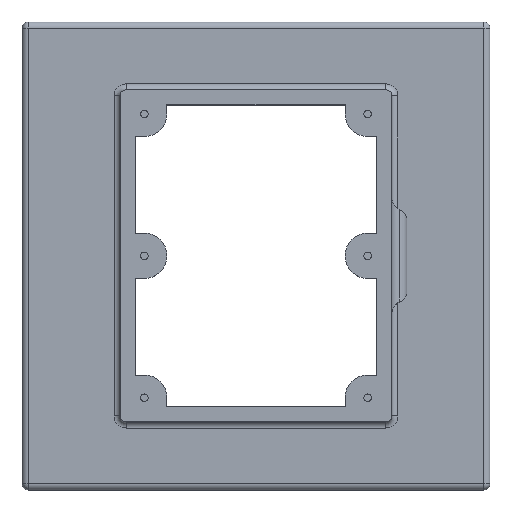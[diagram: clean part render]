
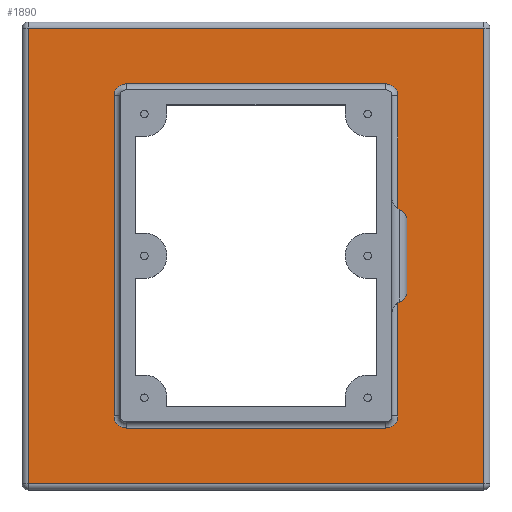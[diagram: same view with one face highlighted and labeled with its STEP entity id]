
A CAD part, top view. The second image highlights one B-rep face of the part: STEP entity #1890.
In plain terms, the highlighted planar face has unit normal (0, 0, 1).
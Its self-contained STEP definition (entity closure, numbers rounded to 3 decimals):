
#34=FACE_BOUND('',#218,.T.);
#55=PLANE('',#2025);
#104=FACE_OUTER_BOUND('',#217,.T.);
#217=EDGE_LOOP('',(#1206,#1207,#1208,#1209));
#218=EDGE_LOOP('',(#1210,#1211,#1212,#1213,#1214,#1215,#1216,#1217,#1218,
#1219,#1220,#1221,#1222,#1223));
#348=CIRCLE('',#2021,4.);
#349=CIRCLE('',#2023,4.);
#350=CIRCLE('',#2026,4.);
#351=CIRCLE('',#2027,4.);
#352=CIRCLE('',#2028,4.);
#353=CIRCLE('',#2029,4.);
#354=CIRCLE('',#2030,4.);
#355=CIRCLE('',#2031,4.);
#457=LINE('',#2887,#609);
#458=LINE('',#2901,#610);
#459=LINE('',#2903,#611);
#460=LINE('',#2905,#612);
#461=LINE('',#2906,#613);
#462=LINE('',#2912,#614);
#463=LINE('',#2916,#615);
#464=LINE('',#2920,#616);
#465=LINE('',#2924,#617);
#466=LINE('',#2927,#618);
#609=VECTOR('',#2252,2.5);
#610=VECTOR('',#2255,10.);
#611=VECTOR('',#2256,10.);
#612=VECTOR('',#2257,10.);
#613=VECTOR('',#2258,10.);
#614=VECTOR('',#2263,10.);
#615=VECTOR('',#2266,10.);
#616=VECTOR('',#2269,10.);
#617=VECTOR('',#2272,10.);
#618=VECTOR('',#2275,10.);
#758=VERTEX_POINT('',#2827);
#760=VERTEX_POINT('',#2830);
#761=VERTEX_POINT('',#2843);
#763=VERTEX_POINT('',#2846);
#768=VERTEX_POINT('',#2899);
#769=VERTEX_POINT('',#2900);
#770=VERTEX_POINT('',#2902);
#771=VERTEX_POINT('',#2904);
#772=VERTEX_POINT('',#2907);
#773=VERTEX_POINT('',#2909);
#774=VERTEX_POINT('',#2911);
#775=VERTEX_POINT('',#2913);
#776=VERTEX_POINT('',#2915);
#777=VERTEX_POINT('',#2917);
#778=VERTEX_POINT('',#2919);
#779=VERTEX_POINT('',#2921);
#780=VERTEX_POINT('',#2923);
#781=VERTEX_POINT('',#2925);
#930=EDGE_CURVE('',#758,#760,#348,.T.);
#932=EDGE_CURVE('',#763,#761,#349,.T.);
#938=EDGE_CURVE('',#763,#760,#457,.T.);
#940=EDGE_CURVE('',#768,#769,#458,.T.);
#941=EDGE_CURVE('',#770,#768,#459,.T.);
#942=EDGE_CURVE('',#771,#770,#460,.T.);
#943=EDGE_CURVE('',#769,#771,#461,.T.);
#944=EDGE_CURVE('',#772,#758,#350,.T.);
#945=EDGE_CURVE('',#761,#773,#351,.T.);
#946=EDGE_CURVE('',#774,#773,#462,.T.);
#947=EDGE_CURVE('',#775,#774,#352,.T.);
#948=EDGE_CURVE('',#776,#775,#463,.T.);
#949=EDGE_CURVE('',#777,#776,#353,.T.);
#950=EDGE_CURVE('',#778,#777,#464,.T.);
#951=EDGE_CURVE('',#779,#778,#354,.T.);
#952=EDGE_CURVE('',#780,#779,#465,.T.);
#953=EDGE_CURVE('',#781,#780,#355,.T.);
#954=EDGE_CURVE('',#772,#781,#466,.T.);
#1206=ORIENTED_EDGE('',*,*,#940,.F.);
#1207=ORIENTED_EDGE('',*,*,#941,.F.);
#1208=ORIENTED_EDGE('',*,*,#942,.F.);
#1209=ORIENTED_EDGE('',*,*,#943,.F.);
#1210=ORIENTED_EDGE('',*,*,#944,.T.);
#1211=ORIENTED_EDGE('',*,*,#930,.T.);
#1212=ORIENTED_EDGE('',*,*,#938,.F.);
#1213=ORIENTED_EDGE('',*,*,#932,.T.);
#1214=ORIENTED_EDGE('',*,*,#945,.T.);
#1215=ORIENTED_EDGE('',*,*,#946,.F.);
#1216=ORIENTED_EDGE('',*,*,#947,.F.);
#1217=ORIENTED_EDGE('',*,*,#948,.F.);
#1218=ORIENTED_EDGE('',*,*,#949,.F.);
#1219=ORIENTED_EDGE('',*,*,#950,.F.);
#1220=ORIENTED_EDGE('',*,*,#951,.F.);
#1221=ORIENTED_EDGE('',*,*,#952,.F.);
#1222=ORIENTED_EDGE('',*,*,#953,.F.);
#1223=ORIENTED_EDGE('',*,*,#954,.F.);
#1890=ADVANCED_FACE('',(#104,#34),#55,.T.);
#2021=AXIS2_PLACEMENT_3D('',#2841,#2242,#2243);
#2023=AXIS2_PLACEMENT_3D('',#2847,#2247,#2248);
#2025=AXIS2_PLACEMENT_3D('',#2898,#2253,#2254);
#2026=AXIS2_PLACEMENT_3D('',#2908,#2259,#2260);
#2027=AXIS2_PLACEMENT_3D('',#2910,#2261,#2262);
#2028=AXIS2_PLACEMENT_3D('',#2914,#2264,#2265);
#2029=AXIS2_PLACEMENT_3D('',#2918,#2267,#2268);
#2030=AXIS2_PLACEMENT_3D('',#2922,#2270,#2271);
#2031=AXIS2_PLACEMENT_3D('',#2926,#2273,#2274);
#2242=DIRECTION('center_axis',(0.,0.,-1.));
#2243=DIRECTION('ref_axis',(-1.,0.,0.));
#2247=DIRECTION('center_axis',(0.,0.,-1.));
#2248=DIRECTION('ref_axis',(-1.,0.,0.));
#2252=DIRECTION('',(0.,1.,0.));
#2253=DIRECTION('center_axis',(0.,0.,1.));
#2254=DIRECTION('ref_axis',(1.,0.,0.));
#2255=DIRECTION('',(0.,-1.,0.));
#2256=DIRECTION('',(1.,0.,0.));
#2257=DIRECTION('',(0.,1.,0.));
#2258=DIRECTION('',(-1.,0.,0.));
#2259=DIRECTION('center_axis',(0.,0.,1.));
#2260=DIRECTION('ref_axis',(-0.707,-0.707,0.));
#2261=DIRECTION('center_axis',(0.,0.,1.));
#2262=DIRECTION('ref_axis',(-0.707,0.707,0.));
#2263=DIRECTION('',(0.,1.,0.));
#2264=DIRECTION('center_axis',(0.,0.,1.));
#2265=DIRECTION('ref_axis',(0.707,-0.707,0.));
#2266=DIRECTION('',(1.,0.,0.));
#2267=DIRECTION('center_axis',(0.,0.,1.));
#2268=DIRECTION('ref_axis',(-0.707,-0.707,0.));
#2269=DIRECTION('',(0.,-1.,0.));
#2270=DIRECTION('center_axis',(0.,0.,1.));
#2271=DIRECTION('ref_axis',(-0.707,0.707,0.));
#2272=DIRECTION('',(-1.,0.,0.));
#2273=DIRECTION('center_axis',(0.,0.,1.));
#2274=DIRECTION('ref_axis',(0.707,0.707,0.));
#2275=DIRECTION('',(0.,1.,0.));
#2827=CARTESIAN_POINT('',(48.84,65.635,5.));
#2830=CARTESIAN_POINT('',(50.805,63.926,5.));
#2841=CARTESIAN_POINT('Origin',(47.34,61.926,5.));
#2843=CARTESIAN_POINT('',(48.84,35.051,5.));
#2846=CARTESIAN_POINT('',(50.805,36.759,5.));
#2847=CARTESIAN_POINT('Origin',(47.34,38.759,5.));
#2887=CARTESIAN_POINT('',(50.805,42.843,5.));
#2898=CARTESIAN_POINT('Origin',(1.34,50.343,5.));
#2899=CARTESIAN_POINT('',(76.84,125.843,5.));
#2900=CARTESIAN_POINT('',(76.84,-25.157,5.));
#2901=CARTESIAN_POINT('',(76.84,89.093,5.));
#2902=CARTESIAN_POINT('',(-74.16,125.843,5.));
#2903=CARTESIAN_POINT('',(-37.41,125.843,5.));
#2904=CARTESIAN_POINT('',(-74.16,-25.157,5.));
#2905=CARTESIAN_POINT('',(-74.16,11.593,5.));
#2906=CARTESIAN_POINT('',(40.09,-25.157,5.));
#2907=CARTESIAN_POINT('',(48.34,65.879,5.));
#2908=CARTESIAN_POINT('Origin',(50.34,69.343,5.));
#2909=CARTESIAN_POINT('',(48.34,34.807,5.));
#2910=CARTESIAN_POINT('Origin',(50.34,31.343,5.));
#2911=CARTESIAN_POINT('',(48.34,-2.657,5.));
#2912=CARTESIAN_POINT('',(48.34,22.843,5.));
#2913=CARTESIAN_POINT('',(44.34,-6.657,5.));
#2914=CARTESIAN_POINT('Origin',(44.34,-2.657,5.));
#2915=CARTESIAN_POINT('',(-41.66,-6.657,5.));
#2916=CARTESIAN_POINT('',(-21.16,-6.657,5.));
#2917=CARTESIAN_POINT('',(-45.66,-2.657,5.));
#2918=CARTESIAN_POINT('Origin',(-41.66,-2.657,5.));
#2919=CARTESIAN_POINT('',(-45.66,103.343,5.));
#2920=CARTESIAN_POINT('',(-45.66,77.843,5.));
#2921=CARTESIAN_POINT('',(-41.66,107.343,5.));
#2922=CARTESIAN_POINT('Origin',(-41.66,103.343,5.));
#2923=CARTESIAN_POINT('',(44.34,107.343,5.));
#2924=CARTESIAN_POINT('',(23.84,107.343,5.));
#2925=CARTESIAN_POINT('',(48.34,103.343,5.));
#2926=CARTESIAN_POINT('Origin',(44.34,103.343,5.));
#2927=CARTESIAN_POINT('',(48.34,22.843,5.));
